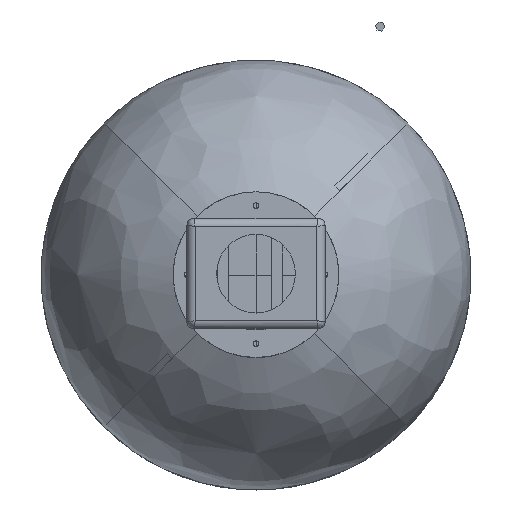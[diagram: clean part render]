
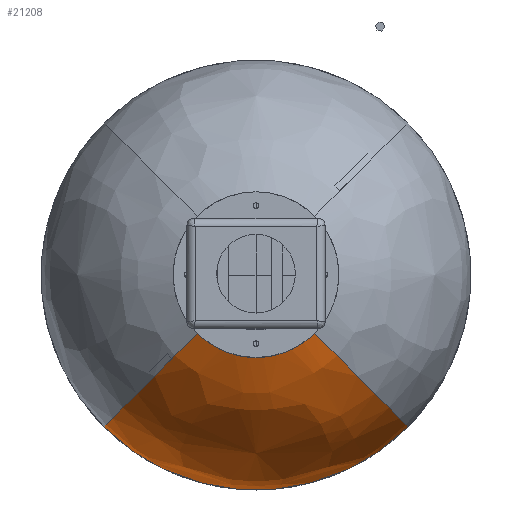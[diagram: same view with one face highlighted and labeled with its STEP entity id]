
A CAD part, top view. The second image highlights one B-rep face of the part: STEP entity #21208.
In plain terms, the highlighted free-form (B-spline) face has degree [2, 2] with [3, 3] control points.
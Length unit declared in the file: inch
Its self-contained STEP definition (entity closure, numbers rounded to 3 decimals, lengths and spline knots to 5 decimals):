
#62=(
BOUNDED_SURFACE()
B_SPLINE_SURFACE(2,2,((#36414,#36415,#36416),(#36417,#36418,#36419),(#36420,
#36421,#36422)),.UNSPECIFIED.,.F.,.F.,.F.)
B_SPLINE_SURFACE_WITH_KNOTS((3,3),(3,3),(-0.00006,1.19856),
(-2.35619,-0.7854),.UNSPECIFIED.)
GEOMETRIC_REPRESENTATION_ITEM()
RATIONAL_B_SPLINE_SURFACE(((1.,0.707,1.),(0.826,
0.584,0.826),(1.,0.707,1.)))
REPRESENTATION_ITEM('')
SURFACE()
);
#1425=CIRCLE('',#23066,7.51413);
#1430=CIRCLE('',#23072,7.78123);
#1431=CIRCLE('',#23073,3.);
#1432=CIRCLE('',#23074,7.51413);
#2555=FACE_OUTER_BOUND('',#3996,.T.);
#3996=EDGE_LOOP('',(#18669,#18670,#18671,#18672));
#10188=VERTEX_POINT('',#36384);
#10190=VERTEX_POINT('',#36387);
#10196=VERTEX_POINT('',#36411);
#10197=VERTEX_POINT('',#36423);
#13041=EDGE_CURVE('',#10190,#10188,#1425,.T.);
#13049=EDGE_CURVE('',#10196,#10190,#1430,.T.);
#13051=EDGE_CURVE('',#10197,#10188,#1431,.T.);
#13052=EDGE_CURVE('',#10196,#10197,#1432,.T.);
#18669=ORIENTED_EDGE('',*,*,#13041,.T.);
#18670=ORIENTED_EDGE('',*,*,#13051,.F.);
#18671=ORIENTED_EDGE('',*,*,#13052,.F.);
#18672=ORIENTED_EDGE('',*,*,#13049,.T.);
#21208=ADVANCED_FACE('',(#2555),#62,.F.);
#23066=AXIS2_PLACEMENT_3D('',#36388,#28597,#28598);
#23072=AXIS2_PLACEMENT_3D('',#36412,#28612,#28613);
#23073=AXIS2_PLACEMENT_3D('',#36424,#28615,#28616);
#23074=AXIS2_PLACEMENT_3D('',#36425,#28617,#28618);
#28597=DIRECTION('center_axis',(-0.707,-0.707,0.));
#28598=DIRECTION('ref_axis',(0.707,-0.707,0.));
#28612=DIRECTION('center_axis',(0.,0.,1.));
#28613=DIRECTION('ref_axis',(1.,0.,0.));
#28615=DIRECTION('center_axis',(0.,0.,1.));
#28616=DIRECTION('ref_axis',(1.,0.,0.));
#28617=DIRECTION('center_axis',(-0.707,0.707,0.));
#28618=DIRECTION('ref_axis',(-0.707,-0.707,0.));
#36384=CARTESIAN_POINT('',(2.12132,-2.12132,11.5));
#36387=CARTESIAN_POINT('',(5.50216,-5.50216,4.50005));
#36388=CARTESIAN_POINT('Origin',(0.18887,-0.18887,4.50047));
#36411=CARTESIAN_POINT('',(-5.50216,-5.50216,4.50005));
#36412=CARTESIAN_POINT('Origin',(0.,0.,4.50005));
#36414=CARTESIAN_POINT('Ctrl Pts',(-5.50216,-5.50216,
4.50005));
#36415=CARTESIAN_POINT('Ctrl Pts',(0.,-11.00432,4.50005));
#36416=CARTESIAN_POINT('Ctrl Pts',(5.50216,-5.50216,4.50005));
#36417=CARTESIAN_POINT('Ctrl Pts',(-5.50236,-5.50236,
9.6331));
#36418=CARTESIAN_POINT('Ctrl Pts',(0.,-11.00473,9.6331));
#36419=CARTESIAN_POINT('Ctrl Pts',(5.50236,-5.50236,9.6331));
#36420=CARTESIAN_POINT('Ctrl Pts',(-2.12132,-2.12132,
11.5));
#36421=CARTESIAN_POINT('Ctrl Pts',(0.,-4.24264,11.5));
#36422=CARTESIAN_POINT('Ctrl Pts',(2.12132,-2.12132,11.5));
#36423=CARTESIAN_POINT('',(-2.12132,-2.12132,11.5));
#36424=CARTESIAN_POINT('Origin',(0.,0.,11.5));
#36425=CARTESIAN_POINT('Origin',(-0.18887,-0.18887,
4.50047));
